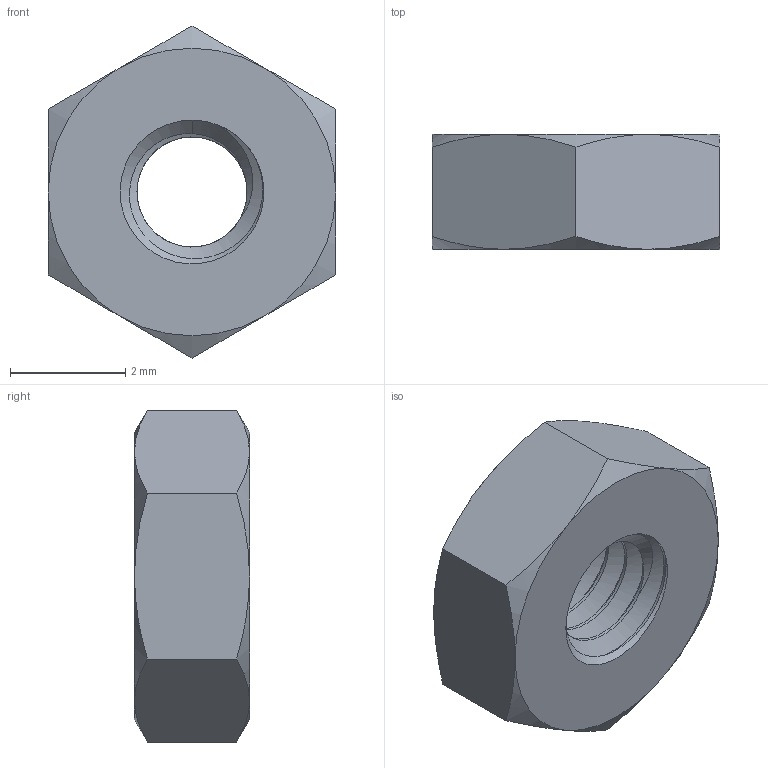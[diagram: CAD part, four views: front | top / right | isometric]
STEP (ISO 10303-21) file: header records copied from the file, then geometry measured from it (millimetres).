
FILE_DESCRIPTION(/* description */ ('STEP AP203'),/* implementation_level */ '2;1');
FILE_NAME(/* name */ 'nuts_m2.5x0.45_ext.stp',/* time_stamp */ '2022-12-09T16:46:03+01:00',/* author */ ('Rik Ubaghs'),/* organization */ ('Managed by Terraform'),/* preprocessor_version */ 'ST-DEVELOPER v18.1',/* originating_system */ 'Autodesk Inventor 2021',/* authorisation */ '');
FILE_SCHEMA (('AUTOMOTIVE_DESIGN { 1 0 10303 214 3 1 1 }'));
Length unit declared in the file: millimetre
Products named in the file (1): 90592A080_Steel Hex Nut
Bounding box: 5 x 2 x 5.77 mm (x, y, z)
Volume: 35.1 mm3; surface area: 90 mm2
Topology: 1 solids, 1 shells, 32 faces, 74 edges, 44 vertices
Faces by surface type: cone 16, plane 8, cylinder 5, bspline 3
Full cylindrical faces by diameter (mm): 2.5 x3
Entity records: 2934 total; most frequent: CARTESIAN_POINT 2274, ORIENTED_EDGE 148, DIRECTION 110, EDGE_CURVE 74, AXIS2_PLACEMENT_3D 49, VERTEX_POINT 44, EDGE_LOOP 34, FACE_OUTER_BOUND 32
